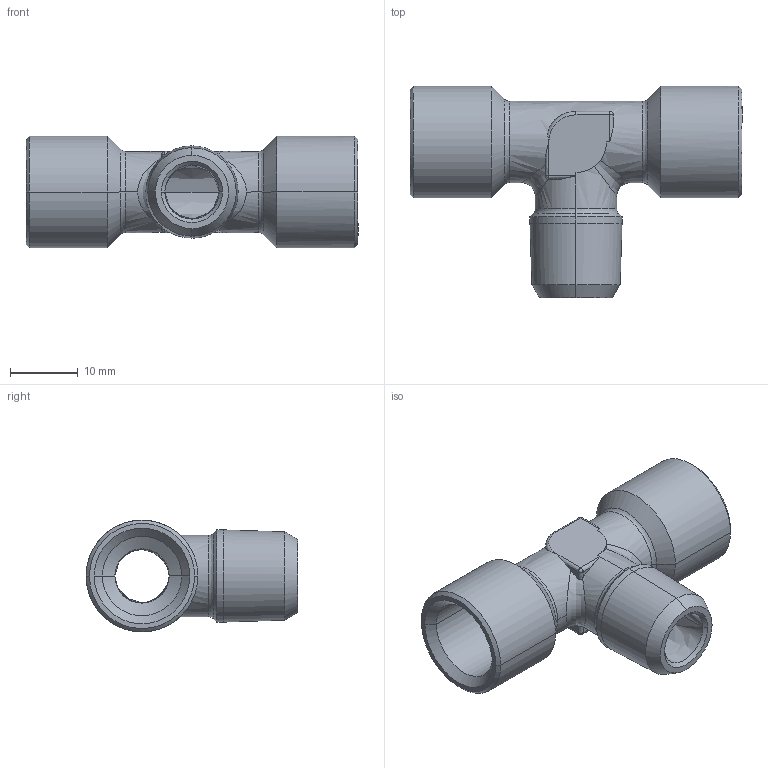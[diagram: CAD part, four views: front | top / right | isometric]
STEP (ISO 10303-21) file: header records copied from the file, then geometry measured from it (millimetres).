
FILE_DESCRIPTION (( 'STEP AP214' ), '1' );
FILE_NAME ('DRF.FMF02_IC.STEP', '2018-09-05T07:04:59', ( '' ), ( '' ), 'SwSTEP 2.0', 'SolidWorks 2018', '' );
FILE_SCHEMA (( 'AUTOMOTIVE_DESIGN' ));
Length unit declared in the file: millimetre
Products named in the file (1): DRF.FMF02_IC
Bounding box: 49 x 31.25 x 16.5 mm (x, y, z)
Volume: 5723.4 mm3; surface area: 5157.9 mm2
Topology: 1 solids, 1 shells, 89 faces, 206 edges, 114 vertices
Faces by surface type: bspline 89
Entity records: 4063 total; most frequent: CARTESIAN_POINT 2883, ORIENTED_EDGE 404, EDGE_CURVE 202, B_SPLINE_CURVE_WITH_KNOTS 129, VERTEX_POINT 114, EDGE_LOOP 92, FACE_OUTER_BOUND 89, ADVANCED_FACE 89
